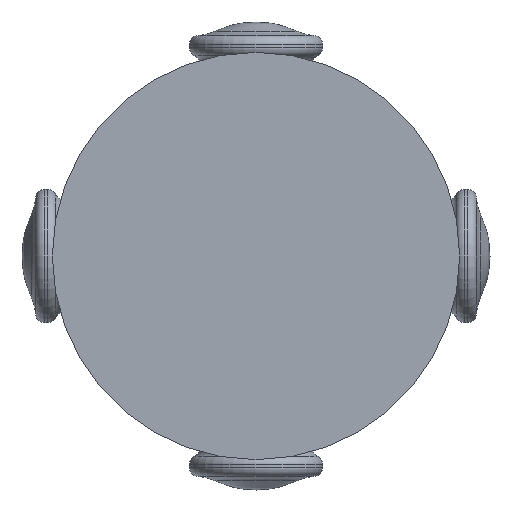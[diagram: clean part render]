
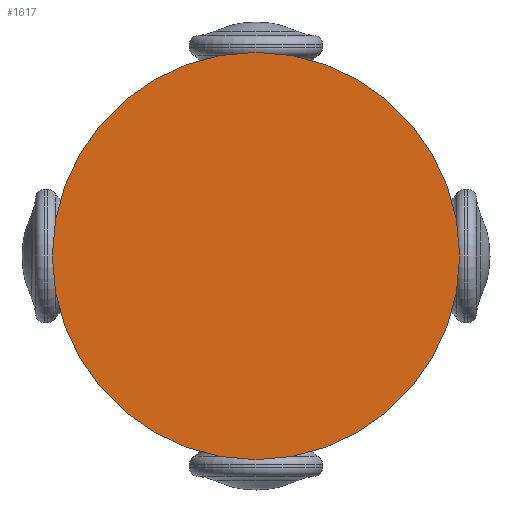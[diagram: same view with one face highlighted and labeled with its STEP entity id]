
A CAD part, front view. The second image highlights one B-rep face of the part: STEP entity #1617.
In plain terms, the highlighted planar face has unit normal (0, -1, 0).
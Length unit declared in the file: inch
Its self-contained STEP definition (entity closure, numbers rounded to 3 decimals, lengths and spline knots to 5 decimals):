
#7=CARTESIAN_POINT('',(0.,0.,0.));
#8=DIRECTION('',(0.,-1.,0.));
#9=DIRECTION('',(0.,0.,-1.));
#10=AXIS2_PLACEMENT_3D('',#7,#8,#9);
#61=CARTESIAN_POINT('',(0.,0.,0.));
#62=DIRECTION('',(0.,1.,0.));
#63=DIRECTION('',(0.,0.,-1.));
#64=AXIS2_PLACEMENT_3D('',#61,#62,#63);
#1312=CARTESIAN_POINT('',(0.,0.,-1.1));
#1313=CARTESIAN_POINT('',(0.,0.,1.1));
#1314=VERTEX_POINT('',#1312);
#1315=VERTEX_POINT('',#1313);
#1606=CARTESIAN_POINT('',(0.,0.,0.));
#1607=DIRECTION('',(0.,-1.,0.));
#1608=DIRECTION('',(0.,0.,1.));
#1609=AXIS2_PLACEMENT_3D('',#1606,#1607,#1608);
#1610=PLANE('',#1609);
#1612=ORIENTED_EDGE('',*,*,#1611,.F.);
#1614=ORIENTED_EDGE('',*,*,#1613,.T.);
#1615=EDGE_LOOP('',(#1612,#1614));
#1616=FACE_OUTER_BOUND('',#1615,.F.);
#1617=ADVANCED_FACE('',(#1616),#1610,.T.);
#11=CIRCLE('',#10,1.1);
#65=CIRCLE('',#64,1.1);
#1611=EDGE_CURVE('',#1314,#1315,#11,.T.);
#1613=EDGE_CURVE('',#1314,#1315,#65,.T.);
